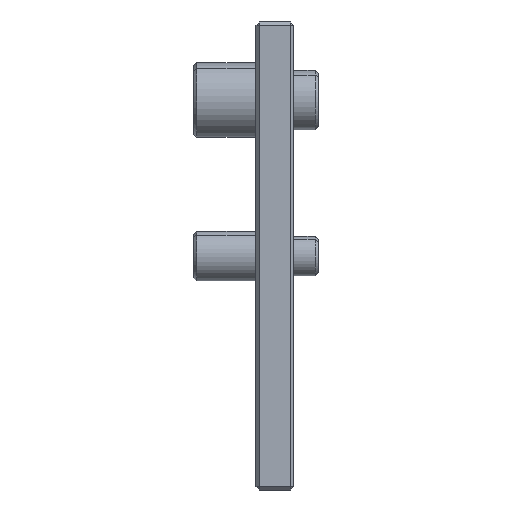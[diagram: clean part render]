
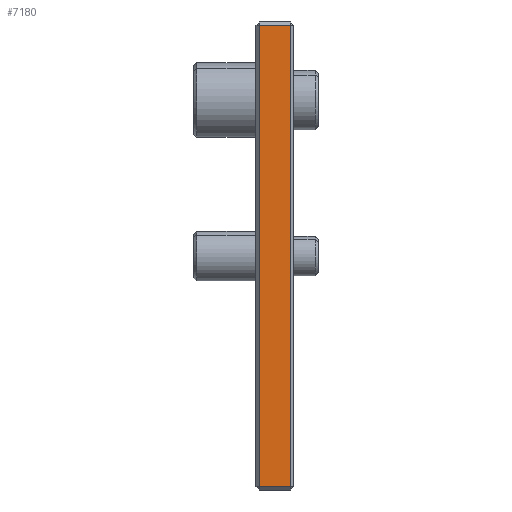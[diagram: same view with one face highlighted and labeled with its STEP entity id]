
A CAD part, left-side view. The second image highlights one B-rep face of the part: STEP entity #7180.
In plain terms, the highlighted planar face has unit normal (-1, 0, 0).
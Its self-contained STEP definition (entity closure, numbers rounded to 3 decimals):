
#132 = CARTESIAN_POINT ( 'NONE',  ( -77.621, -5.416, 162. ) ) ;
#217 = VECTOR ( 'NONE', #6922, 1000. ) ;
#438 = CARTESIAN_POINT ( 'NONE',  ( -77.621, -5.416, 87.5 ) ) ;
#605 = VERTEX_POINT ( 'NONE', #5539 ) ;
#609 = CARTESIAN_POINT ( 'NONE',  ( -77.621, -0.416, 88. ) ) ;
#698 = DIRECTION ( 'NONE',  ( 1., 0., 0. ) ) ;
#739 = DIRECTION ( 'NONE',  ( 0., 0., -1. ) ) ;
#1029 = CARTESIAN_POINT ( 'NONE',  ( -77.621, -0.416, 88. ) ) ;
#1041 = LINE ( 'NONE', #438, #7487 ) ;
#1243 = ORIENTED_EDGE ( 'NONE', *, *, #7793, .T. ) ;
#1268 = DIRECTION ( 'NONE',  ( 0., -1., 0. ) ) ;
#2005 = ORIENTED_EDGE ( 'NONE', *, *, #8433, .T. ) ;
#2535 = ORIENTED_EDGE ( 'NONE', *, *, #2856, .T. ) ;
#2544 = VERTEX_POINT ( 'NONE', #609 ) ;
#2583 = DIRECTION ( 'NONE',  ( 0., 1., 0. ) ) ;
#2710 = VERTEX_POINT ( 'NONE', #132 ) ;
#2856 = EDGE_CURVE ( 'NONE', #605, #2710, #1041, .T. ) ;
#3887 = CARTESIAN_POINT ( 'NONE',  ( -77.621, 0.084, 88. ) ) ;
#3935 = VECTOR ( 'NONE', #1268, 1000. ) ;
#3963 = CARTESIAN_POINT ( 'NONE',  ( -77.621, 0.084, 162. ) ) ;
#4131 = FACE_OUTER_BOUND ( 'NONE', #7827, .T. ) ;
#4621 = EDGE_CURVE ( 'NONE', #2710, #5695, #8474, .T. ) ;
#5034 = ORIENTED_EDGE ( 'NONE', *, *, #4621, .T. ) ;
#5180 = LINE ( 'NONE', #3887, #3935 ) ;
#5539 = CARTESIAN_POINT ( 'NONE',  ( -77.621, -5.416, 88. ) ) ;
#5695 = VERTEX_POINT ( 'NONE', #6216 ) ;
#6216 = CARTESIAN_POINT ( 'NONE',  ( -77.621, -0.416, 162. ) ) ;
#6289 = DIRECTION ( 'NONE',  ( 0., 0., 1. ) ) ;
#6631 = CARTESIAN_POINT ( 'NONE',  ( -77.621, 0.084, 87.5 ) ) ;
#6922 = DIRECTION ( 'NONE',  ( 0., 0., -1. ) ) ;
#6956 = AXIS2_PLACEMENT_3D ( 'NONE', #6631, #698, #739 ) ;
#7180 = ADVANCED_FACE ( 'NONE', ( #4131 ), #7276, .F. ) ;
#7276 = PLANE ( 'NONE',  #6956 ) ;
#7472 = LINE ( 'NONE', #1029, #217 ) ;
#7487 = VECTOR ( 'NONE', #6289, 1000. ) ;
#7576 = VECTOR ( 'NONE', #2583, 1000. ) ;
#7793 = EDGE_CURVE ( 'NONE', #5695, #2544, #7472, .T. ) ;
#7827 = EDGE_LOOP ( 'NONE', ( #2005, #2535, #5034, #1243 ) ) ;
#8433 = EDGE_CURVE ( 'NONE', #2544, #605, #5180, .T. ) ;
#8474 = LINE ( 'NONE', #3963, #7576 ) ;
